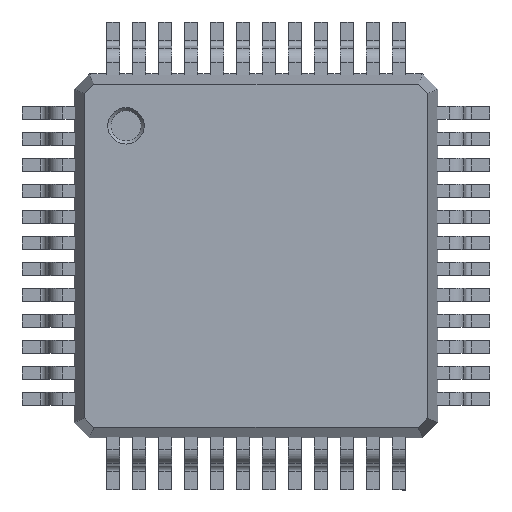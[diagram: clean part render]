
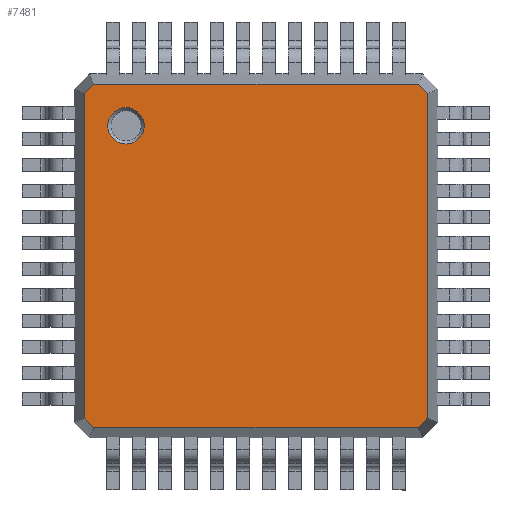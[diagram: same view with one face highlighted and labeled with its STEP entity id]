
A CAD part, top view. The second image highlights one B-rep face of the part: STEP entity #7481.
In plain terms, the highlighted planar face has unit normal (0, 0, 1).
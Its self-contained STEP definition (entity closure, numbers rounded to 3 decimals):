
#59 = ORIENTED_EDGE ( 'NONE', *, *, #26538, .T. ) ;
#269 = DIRECTION ( 'NONE',  ( 0., -1., 0. ) ) ;
#429 = CARTESIAN_POINT ( 'NONE',  ( 3.117, 3.299, 1.5 ) ) ;
#1727 = EDGE_CURVE ( 'NONE', #23206, #22556, #23243, .T. ) ;
#1906 = EDGE_CURVE ( 'NONE', #7461, #27074, #17398, .T. ) ;
#2266 = DIRECTION ( 'NONE',  ( 1., 0., 0. ) ) ;
#2458 = EDGE_CURVE ( 'NONE', #22556, #23206, #26323, .T. ) ;
#2842 = VERTEX_POINT ( 'NONE', #15439 ) ;
#3050 = VECTOR ( 'NONE', #2266, 1000. ) ;
#3252 = ORIENTED_EDGE ( 'NONE', *, *, #14475, .T. ) ;
#4300 = EDGE_LOOP ( 'NONE', ( #17054, #59, #29936, #3252, #4565, #4818, #28646, #24593 ) ) ;
#4536 = CARTESIAN_POINT ( 'NONE',  ( -3.208, -3.208, 1.5 ) ) ;
#4565 = ORIENTED_EDGE ( 'NONE', *, *, #13477, .T. ) ;
#4818 = ORIENTED_EDGE ( 'NONE', *, *, #5147, .T. ) ;
#4991 = DIRECTION ( 'NONE',  ( 0.707, 0.707, 0. ) ) ;
#5013 = LINE ( 'NONE', #19430, #24964 ) ;
#5147 = EDGE_CURVE ( 'NONE', #2842, #6530, #12757, .T. ) ;
#5513 = AXIS2_PLACEMENT_3D ( 'NONE', #9031, #6625, #26084 ) ;
#6061 = VERTEX_POINT ( 'NONE', #6375 ) ;
#6375 = CARTESIAN_POINT ( 'NONE',  ( 3.299, 3.117, 1.5 ) ) ;
#6427 = LINE ( 'NONE', #23057, #29850 ) ;
#6530 = VERTEX_POINT ( 'NONE', #7548 ) ;
#6625 = DIRECTION ( 'NONE',  ( 0., 0., 1. ) ) ;
#7243 = ORIENTED_EDGE ( 'NONE', *, *, #2458, .F. ) ;
#7454 = EDGE_LOOP ( 'NONE', ( #7243, #18157 ) ) ;
#7461 = VERTEX_POINT ( 'NONE', #429 ) ;
#7481 = ADVANCED_FACE ( 'NONE', ( #29498, #8048 ), #12807, .F. ) ;
#7548 = CARTESIAN_POINT ( 'NONE',  ( 3.299, -3.117, 1.5 ) ) ;
#8048 = FACE_OUTER_BOUND ( 'NONE', #4300, .T. ) ;
#8460 = DIRECTION ( 'NONE',  ( 0., 0., 1. ) ) ;
#8506 = VECTOR ( 'NONE', #18912, 1000. ) ;
#9031 = CARTESIAN_POINT ( 'NONE',  ( -2.5, 2.5, 1.5 ) ) ;
#9094 = VECTOR ( 'NONE', #12956, 1000. ) ;
#9296 = VERTEX_POINT ( 'NONE', #19082 ) ;
#9501 = CARTESIAN_POINT ( 'NONE',  ( -3.117, 3.299, 1.5 ) ) ;
#10588 = DIRECTION ( 'NONE',  ( -0.707, -0.707, 0. ) ) ;
#11960 = CARTESIAN_POINT ( 'NONE',  ( 3.5, -3.299, 1.5 ) ) ;
#12183 = CARTESIAN_POINT ( 'NONE',  ( -3.299, 3.5, 1.5 ) ) ;
#12757 = LINE ( 'NONE', #24327, #18532 ) ;
#12807 = PLANE ( 'NONE',  #16310 ) ;
#12956 = DIRECTION ( 'NONE',  ( -1., 0., 0. ) ) ;
#13118 = DIRECTION ( 'NONE',  ( 0., 0., -1. ) ) ;
#13477 = EDGE_CURVE ( 'NONE', #18083, #2842, #29123, .T. ) ;
#13904 = CARTESIAN_POINT ( 'NONE',  ( -2.85, 2.5, 1.5 ) ) ;
#14475 = EDGE_CURVE ( 'NONE', #22344, #18083, #23417, .T. ) ;
#14540 = DIRECTION ( 'NONE',  ( -0.707, 0.707, 0. ) ) ;
#15232 = AXIS2_PLACEMENT_3D ( 'NONE', #18245, #8460, #20764 ) ;
#15439 = CARTESIAN_POINT ( 'NONE',  ( 3.117, -3.299, 1.5 ) ) ;
#15478 = CARTESIAN_POINT ( 'NONE',  ( 3.5, 3.5, 1.5 ) ) ;
#16310 = AXIS2_PLACEMENT_3D ( 'NONE', #15478, #13118, #17557 ) ;
#16426 = EDGE_CURVE ( 'NONE', #6530, #6061, #17029, .T. ) ;
#17029 = LINE ( 'NONE', #31037, #8506 ) ;
#17054 = ORIENTED_EDGE ( 'NONE', *, *, #1906, .T. ) ;
#17398 = LINE ( 'NONE', #18012, #9094 ) ;
#17557 = DIRECTION ( 'NONE',  ( -1., 0., 0. ) ) ;
#18012 = CARTESIAN_POINT ( 'NONE',  ( 3.5, 3.299, 1.5 ) ) ;
#18083 = VERTEX_POINT ( 'NONE', #29866 ) ;
#18157 = ORIENTED_EDGE ( 'NONE', *, *, #1727, .F. ) ;
#18245 = CARTESIAN_POINT ( 'NONE',  ( -2.5, 2.5, 1.5 ) ) ;
#18532 = VECTOR ( 'NONE', #4991, 1000. ) ;
#18912 = DIRECTION ( 'NONE',  ( 0., 1., 0. ) ) ;
#19082 = CARTESIAN_POINT ( 'NONE',  ( -3.299, 3.117, 1.5 ) ) ;
#19271 = CARTESIAN_POINT ( 'NONE',  ( -2.15, 2.5, 1.5 ) ) ;
#19310 = CARTESIAN_POINT ( 'NONE',  ( -3.299, -3.117, 1.5 ) ) ;
#19430 = CARTESIAN_POINT ( 'NONE',  ( 3.208, 3.208, 1.5 ) ) ;
#20764 = DIRECTION ( 'NONE',  ( 1., 0., 0. ) ) ;
#21187 = DIRECTION ( 'NONE',  ( 0.707, -0.707, 0. ) ) ;
#22344 = VERTEX_POINT ( 'NONE', #19310 ) ;
#22556 = VERTEX_POINT ( 'NONE', #19271 ) ;
#22639 = VECTOR ( 'NONE', #269, 1000. ) ;
#23057 = CARTESIAN_POINT ( 'NONE',  ( 0.292, 6.708, 1.5 ) ) ;
#23206 = VERTEX_POINT ( 'NONE', #13904 ) ;
#23243 = CIRCLE ( 'NONE', #5513, 0.35 ) ;
#23417 = LINE ( 'NONE', #4536, #26500 ) ;
#24327 = CARTESIAN_POINT ( 'NONE',  ( 6.708, 0.292, 1.5 ) ) ;
#24593 = ORIENTED_EDGE ( 'NONE', *, *, #28482, .T. ) ;
#24964 = VECTOR ( 'NONE', #14540, 1000. ) ;
#26084 = DIRECTION ( 'NONE',  ( 1., 0., 0. ) ) ;
#26323 = CIRCLE ( 'NONE', #15232, 0.35 ) ;
#26500 = VECTOR ( 'NONE', #21187, 1000. ) ;
#26538 = EDGE_CURVE ( 'NONE', #27074, #9296, #6427, .T. ) ;
#26555 = LINE ( 'NONE', #12183, #22639 ) ;
#27074 = VERTEX_POINT ( 'NONE', #9501 ) ;
#28482 = EDGE_CURVE ( 'NONE', #6061, #7461, #5013, .T. ) ;
#28646 = ORIENTED_EDGE ( 'NONE', *, *, #16426, .T. ) ;
#29123 = LINE ( 'NONE', #11960, #3050 ) ;
#29498 = FACE_BOUND ( 'NONE', #7454, .T. ) ;
#29850 = VECTOR ( 'NONE', #10588, 1000. ) ;
#29866 = CARTESIAN_POINT ( 'NONE',  ( -3.117, -3.299, 1.5 ) ) ;
#29936 = ORIENTED_EDGE ( 'NONE', *, *, #30151, .T. ) ;
#30151 = EDGE_CURVE ( 'NONE', #9296, #22344, #26555, .T. ) ;
#31037 = CARTESIAN_POINT ( 'NONE',  ( 3.299, 3.5, 1.5 ) ) ;
